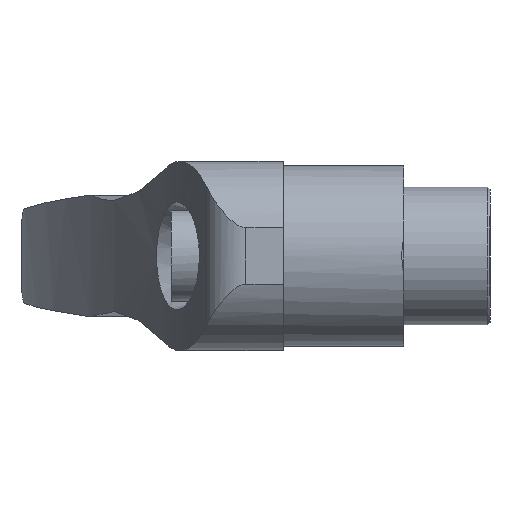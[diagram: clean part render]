
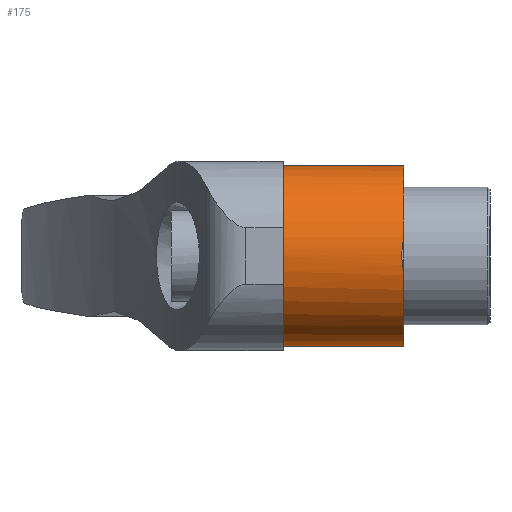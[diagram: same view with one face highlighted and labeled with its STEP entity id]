
A CAD part, left-side view. The second image highlights one B-rep face of the part: STEP entity #175.
In plain terms, the highlighted cylindrical face has radius 10.5 mm (diameter 21 mm), a full revolution.
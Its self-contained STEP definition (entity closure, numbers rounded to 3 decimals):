
#175 = ADVANCED_FACE( '', ( #372, #373 ), #374, .T. );
#372 = FACE_OUTER_BOUND( '', #575, .T. );
#373 = FACE_OUTER_BOUND( '', #576, .T. );
#374 = CYLINDRICAL_SURFACE( '', #577, 10.5 );
#575 = EDGE_LOOP( '', ( #998, #999 ) );
#576 = EDGE_LOOP( '', ( #1000, #1001, #1002, #1003, #1004, #1005 ) );
#577 = AXIS2_PLACEMENT_3D( '', #1006, #1007, #1008 );
#998 = ORIENTED_EDGE( '', *, *, #1288, .T. );
#999 = ORIENTED_EDGE( '', *, *, #1239, .T. );
#1000 = ORIENTED_EDGE( '', *, *, #1289, .T. );
#1001 = ORIENTED_EDGE( '', *, *, #1290, .T. );
#1002 = ORIENTED_EDGE( '', *, *, #1252, .F. );
#1003 = ORIENTED_EDGE( '', *, *, #1291, .T. );
#1004 = ORIENTED_EDGE( '', *, *, #1292, .T. );
#1005 = ORIENTED_EDGE( '', *, *, #1126, .T. );
#1006 = CARTESIAN_POINT( '', ( 0., 27.813, 0. ) );
#1007 = DIRECTION( '', ( 0., -1., 0. ) );
#1008 = DIRECTION( '', ( 0., 0., 1. ) );
#1126 = EDGE_CURVE( '', #1323, #1324, #1325, .T. );
#1239 = EDGE_CURVE( '', #1388, #1510, #1512, .F. );
#1252 = EDGE_CURVE( '', #1532, #1533, #1534, .T. );
#1288 = EDGE_CURVE( '', #1510, #1388, #1571, .F. );
#1289 = EDGE_CURVE( '', #1324, #1572, #1573, .T. );
#1290 = EDGE_CURVE( '', #1572, #1533, #1574, .T. );
#1291 = EDGE_CURVE( '', #1532, #1575, #1576, .F. );
#1292 = EDGE_CURVE( '', #1575, #1323, #1577, .T. );
#1323 = VERTEX_POINT( '', #1610 );
#1324 = VERTEX_POINT( '', #1611 );
#1325 = ELLIPSE( '', #1612, 14.849, 10.5 );
#1388 = VERTEX_POINT( '', #1736 );
#1510 = VERTEX_POINT( '', #2073 );
#1512 = CIRCLE( '', #2076, 10.5 );
#1532 = VERTEX_POINT( '', #2098 );
#1533 = VERTEX_POINT( '', #2099 );
#1534 = B_SPLINE_CURVE_WITH_KNOTS( '', 3, ( #2100, #2101, #2102, #2103, #2104, #2105, #2106, #2107, #2108, #2109 ), .UNSPECIFIED., .F., .F., ( 4, 2, 2, 2, 4 ), ( 0., 0., 0.001, 0.001, 0.001 ), .UNSPECIFIED. );
#1571 = CIRCLE( '', #2168, 10.5 );
#1572 = VERTEX_POINT( '', #2169 );
#1573 = CIRCLE( '', #2170, 10.5 );
#1574 = LINE( '', #2171, #2172 );
#1575 = VERTEX_POINT( '', #2173 );
#1576 = LINE( '', #2174, #2175 );
#1577 = CIRCLE( '', #2176, 10.5 );
#1610 = CARTESIAN_POINT( '', ( -10.26, 10., -2.232 ) );
#1611 = CARTESIAN_POINT( '', ( -10.26, 10., 2.232 ) );
#1612 = AXIS2_PLACEMENT_3D( '', #2236, #2237, #2238 );
#1736 = CARTESIAN_POINT( '', ( -10.5, 24., 0. ) );
#2073 = CARTESIAN_POINT( '', ( 10.5, 24., 0. ) );
#2076 = AXIS2_PLACEMENT_3D( '', #2378, #2379, #2380 );
#2098 = CARTESIAN_POINT( '', ( 10.49, 19.143, -0.458 ) );
#2099 = CARTESIAN_POINT( '', ( 10.49, 19.143, 0.458 ) );
#2100 = CARTESIAN_POINT( '', ( 10.49, 19.143, -0.458 ) );
#2101 = CARTESIAN_POINT( '', ( 10.49, 19.257, -0.458 ) );
#2102 = CARTESIAN_POINT( '', ( 10.493, 19.364, -0.4 ) );
#2103 = CARTESIAN_POINT( '', ( 10.498, 19.506, -0.225 ) );
#2104 = CARTESIAN_POINT( '', ( 10.5, 19.543, -0.112 ) );
#2105 = CARTESIAN_POINT( '', ( 10.5, 19.543, 0.114 ) );
#2106 = CARTESIAN_POINT( '', ( 10.498, 19.506, 0.225 ) );
#2107 = CARTESIAN_POINT( '', ( 10.493, 19.364, 0.4 ) );
#2108 = CARTESIAN_POINT( '', ( 10.49, 19.257, 0.458 ) );
#2109 = CARTESIAN_POINT( '', ( 10.49, 19.143, 0.458 ) );
#2168 = AXIS2_PLACEMENT_3D( '', #2439, #2440, #2441 );
#2169 = CARTESIAN_POINT( '', ( 10.49, 10., 0.458 ) );
#2170 = AXIS2_PLACEMENT_3D( '', #2442, #2443, #2444 );
#2171 = CARTESIAN_POINT( '', ( 10.49, 27.813, 0.458 ) );
#2172 = VECTOR( '', #2445, 1000. );
#2173 = CARTESIAN_POINT( '', ( 10.49, 10., -0.458 ) );
#2174 = CARTESIAN_POINT( '', ( 10.49, 27.813, -0.458 ) );
#2175 = VECTOR( '', #2446, 1000. );
#2176 = AXIS2_PLACEMENT_3D( '', #2447, #2448, #2449 );
#2236 = CARTESIAN_POINT( '', ( 0., -0.26, 0. ) );
#2237 = DIRECTION( '', ( 0.707, 0.707, 0. ) );
#2238 = DIRECTION( '', ( -0.707, 0.707, 0. ) );
#2378 = CARTESIAN_POINT( '', ( 0., 24., 0. ) );
#2379 = DIRECTION( '', ( 0., 1., 0. ) );
#2380 = DIRECTION( '', ( 0., 0., 1. ) );
#2439 = CARTESIAN_POINT( '', ( 0., 24., 0. ) );
#2440 = DIRECTION( '', ( 0., 1., 0. ) );
#2441 = DIRECTION( '', ( 0., 0., 1. ) );
#2442 = CARTESIAN_POINT( '', ( 0., 10., 0. ) );
#2443 = DIRECTION( '', ( 0., 1., 0. ) );
#2444 = DIRECTION( '', ( 0., 0., 1. ) );
#2445 = DIRECTION( '', ( 0., 1., 0. ) );
#2446 = DIRECTION( '', ( 0., 1., 0. ) );
#2447 = CARTESIAN_POINT( '', ( 0., 10., 0. ) );
#2448 = DIRECTION( '', ( 0., 1., 0. ) );
#2449 = DIRECTION( '', ( 0., 0., 1. ) );
